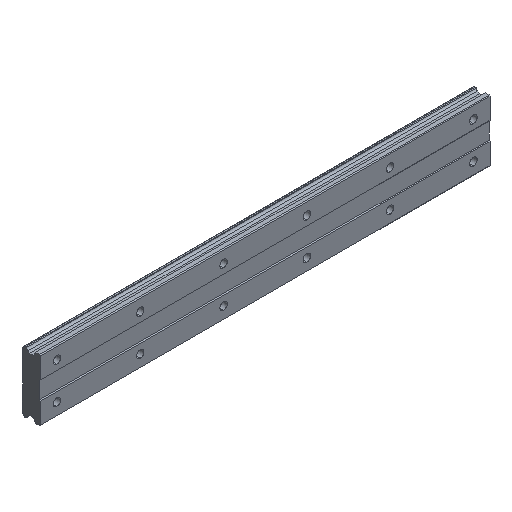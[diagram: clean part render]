
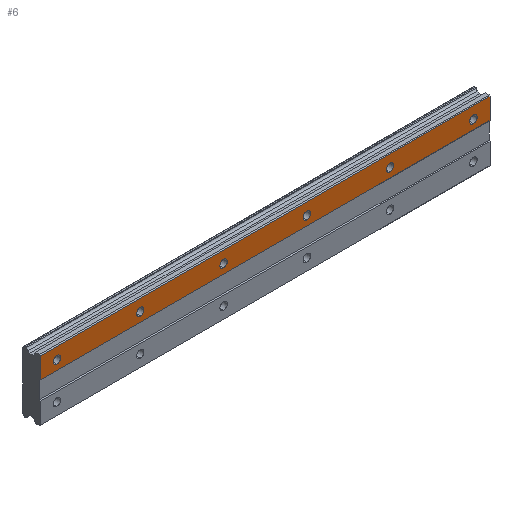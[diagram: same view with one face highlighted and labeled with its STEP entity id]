
A CAD part, isometric view. The second image highlights one B-rep face of the part: STEP entity #6.
In plain terms, the highlighted planar face has unit normal (0, -1, 0).
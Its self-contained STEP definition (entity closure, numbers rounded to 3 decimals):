
#6 = ADVANCED_FACE ( 'NONE', ( #2417, #2880, #60, #788, #1008, #2190, #2662 ), #776, .F. ) ;
#60 = FACE_BOUND ( 'NONE', #2624, .T. ) ;
#108 = EDGE_LOOP ( 'NONE', ( #1030, #1543 ) ) ;
#119 = CARTESIAN_POINT ( 'NONE',  ( 250., 0., 13.25 ) ) ;
#140 = ORIENTED_EDGE ( 'NONE', *, *, #228, .F. ) ;
#156 = AXIS2_PLACEMENT_3D ( 'NONE', #850, #2659, #2474 ) ;
#190 = CARTESIAN_POINT ( 'NONE',  ( 0., 0., 11. ) ) ;
#196 = CARTESIAN_POINT ( 'NONE',  ( 200., 0., 13.25 ) ) ;
#198 = EDGE_CURVE ( 'NONE', #2140, #1183, #1809, .T. ) ;
#205 = DIRECTION ( 'NONE',  ( 0., 0., -1. ) ) ;
#209 = CIRCLE ( 'NONE', #2029, 2.25 ) ;
#228 = EDGE_CURVE ( 'NONE', #1183, #2966, #2758, .T. ) ;
#232 = CIRCLE ( 'NONE', #2722, 2.25 ) ;
#237 = ORIENTED_EDGE ( 'NONE', *, *, #2953, .F. ) ;
#258 = AXIS2_PLACEMENT_3D ( 'NONE', #2385, #1226, #988 ) ;
#305 = DIRECTION ( 'NONE',  ( 0., 0., 1. ) ) ;
#314 = CARTESIAN_POINT ( 'NONE',  ( 100., 0., 11. ) ) ;
#316 = EDGE_CURVE ( 'NONE', #1168, #1003, #1685, .T. ) ;
#352 = EDGE_CURVE ( 'NONE', #2983, #1307, #2886, .T. ) ;
#421 = CARTESIAN_POINT ( 'NONE',  ( -10., 0., 18. ) ) ;
#458 = CIRCLE ( 'NONE', #2946, 2.25 ) ;
#481 = CARTESIAN_POINT ( 'NONE',  ( 100., 0., 11. ) ) ;
#483 = EDGE_CURVE ( 'NONE', #2018, #2140, #1624, .T. ) ;
#509 = AXIS2_PLACEMENT_3D ( 'NONE', #2183, #967, #305 ) ;
#530 = DIRECTION ( 'NONE',  ( 0., -1., 0. ) ) ;
#551 = CIRCLE ( 'NONE', #2746, 2.25 ) ;
#581 = DIRECTION ( 'NONE',  ( 0., 0., 1. ) ) ;
#600 = CARTESIAN_POINT ( 'NONE',  ( 100., 0., 8.75 ) ) ;
#650 = DIRECTION ( 'NONE',  ( 0., 0., 1. ) ) ;
#661 = ORIENTED_EDGE ( 'NONE', *, *, #352, .F. ) ;
#720 = DIRECTION ( 'NONE',  ( 0., -1., 0. ) ) ;
#722 = EDGE_CURVE ( 'NONE', #1699, #1280, #551, .T. ) ;
#746 = VECTOR ( 'NONE', #864, 1000. ) ;
#776 = PLANE ( 'NONE',  #2260 ) ;
#788 = FACE_BOUND ( 'NONE', #2294, .T. ) ;
#791 = DIRECTION ( 'NONE',  ( -1., 0., 0. ) ) ;
#798 = EDGE_CURVE ( 'NONE', #984, #1381, #847, .T. ) ;
#805 = DIRECTION ( 'NONE',  ( 0., 0., 1. ) ) ;
#807 = EDGE_CURVE ( 'NONE', #1280, #1699, #209, .T. ) ;
#833 = DIRECTION ( 'NONE',  ( 0., -1., 0. ) ) ;
#844 = CARTESIAN_POINT ( 'NONE',  ( 0., 0., 11. ) ) ;
#847 = CIRCLE ( 'NONE', #2990, 2.25 ) ;
#850 = CARTESIAN_POINT ( 'NONE',  ( 150., 0., 11. ) ) ;
#864 = DIRECTION ( 'NONE',  ( 1., 0., 0. ) ) ;
#905 = DIRECTION ( 'NONE',  ( 0., 0., 1. ) ) ;
#935 = EDGE_CURVE ( 'NONE', #2108, #1313, #1586, .T. ) ;
#967 = DIRECTION ( 'NONE',  ( 0., -1., 0. ) ) ;
#984 = VERTEX_POINT ( 'NONE', #119 ) ;
#988 = DIRECTION ( 'NONE',  ( 0., 0., 1. ) ) ;
#997 = AXIS2_PLACEMENT_3D ( 'NONE', #481, #2976, #905 ) ;
#1003 = VERTEX_POINT ( 'NONE', #1948 ) ;
#1005 = DIRECTION ( 'NONE',  ( 0., 0., 1. ) ) ;
#1008 = FACE_BOUND ( 'NONE', #1098, .T. ) ;
#1027 = CARTESIAN_POINT ( 'NONE',  ( -10., 0., 5.5 ) ) ;
#1030 = ORIENTED_EDGE ( 'NONE', *, *, #1049, .F. ) ;
#1040 = LINE ( 'NONE', #1980, #2422 ) ;
#1044 = CARTESIAN_POINT ( 'NONE',  ( 100., 0., 13.25 ) ) ;
#1049 = EDGE_CURVE ( 'NONE', #1589, #2390, #2127, .T. ) ;
#1063 = ORIENTED_EDGE ( 'NONE', *, *, #798, .F. ) ;
#1098 = EDGE_LOOP ( 'NONE', ( #661, #2856 ) ) ;
#1168 = VERTEX_POINT ( 'NONE', #2038 ) ;
#1183 = VERTEX_POINT ( 'NONE', #1560 ) ;
#1226 = DIRECTION ( 'NONE',  ( 0., -1., 0. ) ) ;
#1230 = ORIENTED_EDGE ( 'NONE', *, *, #316, .F. ) ;
#1239 = CARTESIAN_POINT ( 'NONE',  ( 250., 0., 11. ) ) ;
#1268 = EDGE_CURVE ( 'NONE', #2390, #1589, #2412, .T. ) ;
#1280 = VERTEX_POINT ( 'NONE', #196 ) ;
#1307 = VERTEX_POINT ( 'NONE', #2298 ) ;
#1313 = VERTEX_POINT ( 'NONE', #1846 ) ;
#1366 = CARTESIAN_POINT ( 'NONE',  ( 200., 0., 8.75 ) ) ;
#1380 = CARTESIAN_POINT ( 'NONE',  ( 50., 0., 13.25 ) ) ;
#1381 = VERTEX_POINT ( 'NONE', #2079 ) ;
#1388 = AXIS2_PLACEMENT_3D ( 'NONE', #190, #2775, #650 ) ;
#1397 = EDGE_CURVE ( 'NONE', #1381, #984, #1833, .T. ) ;
#1406 = DIRECTION ( 'NONE',  ( 0., 0., 1. ) ) ;
#1534 = VECTOR ( 'NONE', #3001, 1000. ) ;
#1538 = CARTESIAN_POINT ( 'NONE',  ( 50., 0., 11. ) ) ;
#1543 = ORIENTED_EDGE ( 'NONE', *, *, #1268, .F. ) ;
#1560 = CARTESIAN_POINT ( 'NONE',  ( 260., 0., 18. ) ) ;
#1586 = CIRCLE ( 'NONE', #258, 2.25 ) ;
#1589 = VERTEX_POINT ( 'NONE', #1044 ) ;
#1601 = EDGE_CURVE ( 'NONE', #1313, #2108, #458, .T. ) ;
#1624 = LINE ( 'NONE', #2490, #1534 ) ;
#1657 = DIRECTION ( 'NONE',  ( 0., -1., 0. ) ) ;
#1685 = CIRCLE ( 'NONE', #1388, 2.25 ) ;
#1699 = VERTEX_POINT ( 'NONE', #1366 ) ;
#1711 = ORIENTED_EDGE ( 'NONE', *, *, #722, .F. ) ;
#1785 = DIRECTION ( 'NONE',  ( 0., -1., 0. ) ) ;
#1803 = DIRECTION ( 'NONE',  ( 0., -1., 0. ) ) ;
#1809 = LINE ( 'NONE', #2956, #746 ) ;
#1823 = EDGE_LOOP ( 'NONE', ( #2898, #2784 ) ) ;
#1833 = CIRCLE ( 'NONE', #509, 2.25 ) ;
#1846 = CARTESIAN_POINT ( 'NONE',  ( 50., 0., 8.75 ) ) ;
#1925 = EDGE_CURVE ( 'NONE', #2966, #2018, #1040, .T. ) ;
#1926 = VECTOR ( 'NONE', #205, 1000. ) ;
#1947 = CARTESIAN_POINT ( 'NONE',  ( 200., 0., 11. ) ) ;
#1948 = CARTESIAN_POINT ( 'NONE',  ( 0., 0., 8.75 ) ) ;
#1949 = CARTESIAN_POINT ( 'NONE',  ( 260., 0., 18. ) ) ;
#1956 = AXIS2_PLACEMENT_3D ( 'NONE', #844, #1803, #2498 ) ;
#1967 = EDGE_LOOP ( 'NONE', ( #1230, #237 ) ) ;
#1980 = CARTESIAN_POINT ( 'NONE',  ( 260., 0., 5.5 ) ) ;
#2017 = CARTESIAN_POINT ( 'NONE',  ( 260., 0., 5.5 ) ) ;
#2018 = VERTEX_POINT ( 'NONE', #1027 ) ;
#2029 = AXIS2_PLACEMENT_3D ( 'NONE', #1947, #720, #2371 ) ;
#2038 = CARTESIAN_POINT ( 'NONE',  ( 0., 0., 13.25 ) ) ;
#2070 = EDGE_LOOP ( 'NONE', ( #2829, #140, #2830, #2129 ) ) ;
#2079 = CARTESIAN_POINT ( 'NONE',  ( 250., 0., 8.75 ) ) ;
#2108 = VERTEX_POINT ( 'NONE', #1380 ) ;
#2127 = CIRCLE ( 'NONE', #2465, 2.25 ) ;
#2129 = ORIENTED_EDGE ( 'NONE', *, *, #483, .F. ) ;
#2140 = VERTEX_POINT ( 'NONE', #421 ) ;
#2173 = DIRECTION ( 'NONE',  ( 0., -1., 0. ) ) ;
#2177 = DIRECTION ( 'NONE',  ( 0., 1., 0. ) ) ;
#2183 = CARTESIAN_POINT ( 'NONE',  ( 250., 0., 11. ) ) ;
#2190 = FACE_BOUND ( 'NONE', #108, .T. ) ;
#2260 = AXIS2_PLACEMENT_3D ( 'NONE', #1949, #2177, #805 ) ;
#2294 = EDGE_LOOP ( 'NONE', ( #2616, #1711 ) ) ;
#2298 = CARTESIAN_POINT ( 'NONE',  ( 150., 0., 8.75 ) ) ;
#2306 = CARTESIAN_POINT ( 'NONE',  ( 260., 0., 18. ) ) ;
#2364 = CARTESIAN_POINT ( 'NONE',  ( 150., 0., 11. ) ) ;
#2370 = DIRECTION ( 'NONE',  ( 0., 0., 1. ) ) ;
#2371 = DIRECTION ( 'NONE',  ( 0., 0., 1. ) ) ;
#2385 = CARTESIAN_POINT ( 'NONE',  ( 50., 0., 11. ) ) ;
#2390 = VERTEX_POINT ( 'NONE', #600 ) ;
#2412 = CIRCLE ( 'NONE', #997, 2.25 ) ;
#2417 = FACE_OUTER_BOUND ( 'NONE', #2070, .T. ) ;
#2422 = VECTOR ( 'NONE', #791, 1000. ) ;
#2465 = AXIS2_PLACEMENT_3D ( 'NONE', #314, #833, #2475 ) ;
#2474 = DIRECTION ( 'NONE',  ( 0., 0., 1. ) ) ;
#2475 = DIRECTION ( 'NONE',  ( 0., 0., 1. ) ) ;
#2490 = CARTESIAN_POINT ( 'NONE',  ( -10., 0., 18. ) ) ;
#2498 = DIRECTION ( 'NONE',  ( 0., 0., 1. ) ) ;
#2616 = ORIENTED_EDGE ( 'NONE', *, *, #807, .F. ) ;
#2624 = EDGE_LOOP ( 'NONE', ( #1063, #2732 ) ) ;
#2626 = EDGE_CURVE ( 'NONE', #1307, #2983, #232, .T. ) ;
#2644 = CARTESIAN_POINT ( 'NONE',  ( 200., 0., 11. ) ) ;
#2659 = DIRECTION ( 'NONE',  ( 0., -1., 0. ) ) ;
#2662 = FACE_BOUND ( 'NONE', #1823, .T. ) ;
#2722 = AXIS2_PLACEMENT_3D ( 'NONE', #2364, #1657, #1406 ) ;
#2723 = CARTESIAN_POINT ( 'NONE',  ( 150., 0., 13.25 ) ) ;
#2732 = ORIENTED_EDGE ( 'NONE', *, *, #1397, .F. ) ;
#2746 = AXIS2_PLACEMENT_3D ( 'NONE', #2644, #530, #2370 ) ;
#2758 = LINE ( 'NONE', #2306, #1926 ) ;
#2775 = DIRECTION ( 'NONE',  ( 0., -1., 0. ) ) ;
#2784 = ORIENTED_EDGE ( 'NONE', *, *, #1601, .F. ) ;
#2829 = ORIENTED_EDGE ( 'NONE', *, *, #1925, .F. ) ;
#2830 = ORIENTED_EDGE ( 'NONE', *, *, #198, .F. ) ;
#2856 = ORIENTED_EDGE ( 'NONE', *, *, #2626, .F. ) ;
#2869 = CIRCLE ( 'NONE', #1956, 2.25 ) ;
#2880 = FACE_BOUND ( 'NONE', #1967, .T. ) ;
#2886 = CIRCLE ( 'NONE', #156, 2.25 ) ;
#2898 = ORIENTED_EDGE ( 'NONE', *, *, #935, .F. ) ;
#2946 = AXIS2_PLACEMENT_3D ( 'NONE', #1538, #1785, #581 ) ;
#2953 = EDGE_CURVE ( 'NONE', #1003, #1168, #2869, .T. ) ;
#2956 = CARTESIAN_POINT ( 'NONE',  ( 260., 0., 18. ) ) ;
#2966 = VERTEX_POINT ( 'NONE', #2017 ) ;
#2976 = DIRECTION ( 'NONE',  ( 0., -1., 0. ) ) ;
#2983 = VERTEX_POINT ( 'NONE', #2723 ) ;
#2990 = AXIS2_PLACEMENT_3D ( 'NONE', #1239, #2173, #1005 ) ;
#3001 = DIRECTION ( 'NONE',  ( 0., 0., 1. ) ) ;
